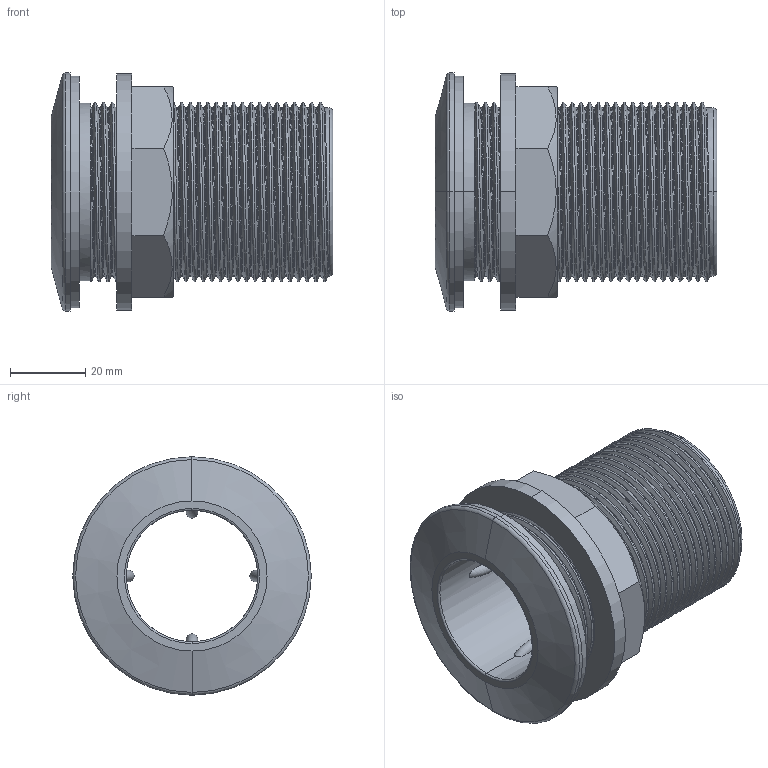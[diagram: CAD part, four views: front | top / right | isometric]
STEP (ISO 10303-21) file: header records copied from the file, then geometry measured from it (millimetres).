
FILE_DESCRIPTION (( 'STEP AP203' ), '1' );
FILE_NAME ('00312_1111.STEP', '2017-05-17T14:32:18', ( '' ), ( '' ), 'SwSTEP 2.0', 'SolidWorks 2011', '' );
FILE_SCHEMA (( 'CONFIG_CONTROL_DESIGN' ));
Length unit declared in the file: millimetre
Products named in the file (4): 00312_1111; 00190_1111; 00115_1111; 00315_1111
Assembly tree (3 placements, depth 2):
  00312_1111
    00315_1111
    00115_1111
    00190_1111
Bounding box: 75 x 63.5 x 63.5 mm (x, y, z)
Volume: 78230.5 mm3; surface area: 42418.8 mm2
Topology: 3 solids, 3 shells, 147 faces, 394 edges, 255 vertices
Faces by surface type: cylinder 85, plane 26, torus 18, bspline 10, cone 8
Entity records: 20040 total; most frequent: CARTESIAN_POINT 16408, ORIENTED_EDGE 788, DIRECTION 586, EDGE_CURVE 394, VERTEX_POINT 255, AXIS2_PLACEMENT_3D 229, EDGE_LOOP 155, FACE_OUTER_BOUND 147
